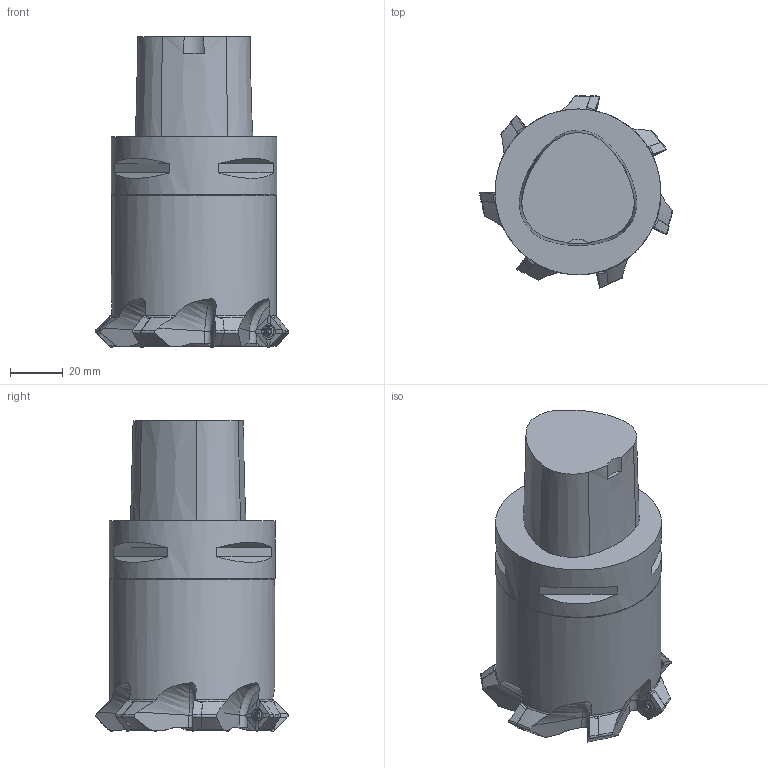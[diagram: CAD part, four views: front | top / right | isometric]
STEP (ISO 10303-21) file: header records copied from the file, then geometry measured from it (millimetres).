
FILE_DESCRIPTION(/* description */ (''),/* implementation_level */ '2;1');
FILE_NAME(/* name */ '1562213785318.stp',/* time_stamp */ '2019-07-04T09:46:36+05:00',/* author */ (''),/* organization */ ('SMS'),/* preprocessor_version */ 'ST-DEVELOPER v15',/* originating_system */ 'SIEMENS PLM Software NX 8.5',/* authorisation */ '');
FILE_SCHEMA (('AUTOMOTIVE_DESIGN { 1 0 10303 214 3 1 1 1 }'));
Length unit declared in the file: millimetre
Products named in the file (4): ASSEMBLY_CONSTRUCTION; 202410841mod000_00; 202446066mod000_00; 202446209mod000_00
Assembly tree (9 placements, depth 2):
  202446209mod000_00
    202446066mod000_00
    202410841mod000_00  x7
    ASSEMBLY_CONSTRUCTION
Bounding box: 73.42 x 73.18 x 118 mm (x, y, z)
Volume: 292463.3 mm3; surface area: 30551.7 mm2
Topology: 8 solids, 9 shells, 647 faces, 1734 edges, 1144 vertices
Faces by surface type: plane 242, bspline 105, cone 99, extrusion 91, torus 64, cylinder 39, sphere 7
Full cylindrical faces by diameter (mm): 2 x1, 2.7 x7, 3 x7, 3.4 x7, 4.2 x7, 62.662 x1, 63 x1
Entity records: 22939 total; most frequent: CARTESIAN_POINT 10743, ORIENTED_EDGE 2568, DIRECTION 2268, EDGE_CURVE 1284, AXIS2_PLACEMENT_3D 920, VERTEX_POINT 861, EDGE_LOOP 595, B_SPLINE_CURVE_WITH_KNOTS 534
